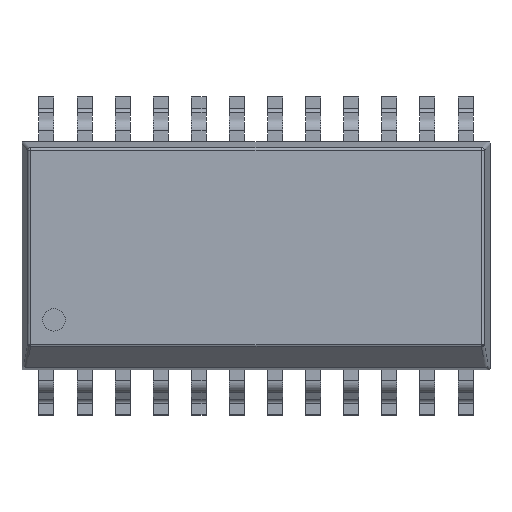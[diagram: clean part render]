
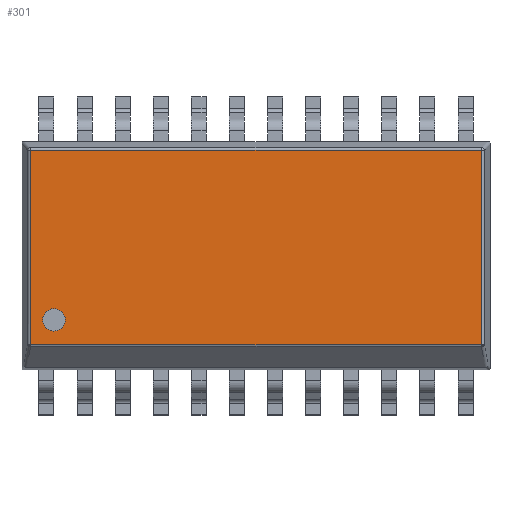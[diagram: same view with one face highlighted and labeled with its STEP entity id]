
A CAD part, top view. The second image highlights one B-rep face of the part: STEP entity #301.
In plain terms, the highlighted planar face has unit normal (0, 0, 1).
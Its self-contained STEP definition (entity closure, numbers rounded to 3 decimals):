
#301=ADVANCED_FACE('',(#3883,#3885),#3887,.T.);
#3883=FACE_BOUND('',#3884,.T.);
#3884=EDGE_LOOP('',(#6757,#6758,#6759,#6760));
#3885=FACE_BOUND('',#3886,.T.);
#3886=EDGE_LOOP('',(#6761));
#3887=PLANE('',#3888);
#3888=AXIS2_PLACEMENT_3D('',#3889,#3890,#3891);
#3889=CARTESIAN_POINT('',(0.,0.,2.65));
#3890=DIRECTION('',(0.,0.,1.));
#3891=DIRECTION('',(1.,0.,0.));
#6757=ORIENTED_EDGE('',*,*,#8785,.T.);
#6758=ORIENTED_EDGE('',*,*,#8786,.T.);
#6759=ORIENTED_EDGE('',*,*,#8787,.T.);
#6760=ORIENTED_EDGE('',*,*,#8788,.T.);
#6761=ORIENTED_EDGE('',*,*,#8789,.T.);
#8785=EDGE_CURVE('',#9847,#9848,#9849,.T.);
#8786=EDGE_CURVE('',#9848,#9850,#9851,.T.);
#8787=EDGE_CURVE('',#9850,#9852,#9853,.T.);
#8788=EDGE_CURVE('',#9852,#9847,#9854,.T.);
#8789=EDGE_CURVE('',#9855,#9855,#9856,.F.);
#9847=VERTEX_POINT('',#11737);
#9848=VERTEX_POINT('',#11738);
#9849=LINE('',#11739,#11740);
#9850=VERTEX_POINT('',#11742);
#9851=LINE('',#11743,#11744);
#9852=VERTEX_POINT('',#11746);
#9853=LINE('',#11747,#11748);
#9854=LINE('',#11750,#11751);
#9855=VERTEX_POINT('',#11753);
#9856=CIRCLE('',#11754,0.375);
#11737=CARTESIAN_POINT('',(7.513,-2.956,2.65));
#11738=CARTESIAN_POINT('',(7.513,3.513,2.65));
#11739=CARTESIAN_POINT('',(7.513,-2.956,2.65));
#11740=VECTOR('',#11741,1.);
#11741=DIRECTION('',(0.,1.,0.));
#11742=CARTESIAN_POINT('',(-7.513,3.513,2.65));
#11743=CARTESIAN_POINT('',(7.513,3.513,2.65));
#11744=VECTOR('',#11745,1.);
#11745=DIRECTION('',(-1.,0.,0.));
#11746=CARTESIAN_POINT('',(-7.513,-2.956,2.65));
#11747=CARTESIAN_POINT('',(-7.513,3.513,2.65));
#11748=VECTOR('',#11749,1.);
#11749=DIRECTION('',(0.,-1.,0.));
#11750=CARTESIAN_POINT('',(-7.513,-2.956,2.65));
#11751=VECTOR('',#11752,1.);
#11752=DIRECTION('',(1.,0.,0.));
#11753=CARTESIAN_POINT('',(-6.36,-2.135,2.65));
#11754=AXIS2_PLACEMENT_3D('',#11755,#11756,#11757);
#11755=CARTESIAN_POINT('',(-6.735,-2.135,2.65));
#11756=DIRECTION('',(0.,0.,1.));
#11757=DIRECTION('',(1.,0.,0.));
